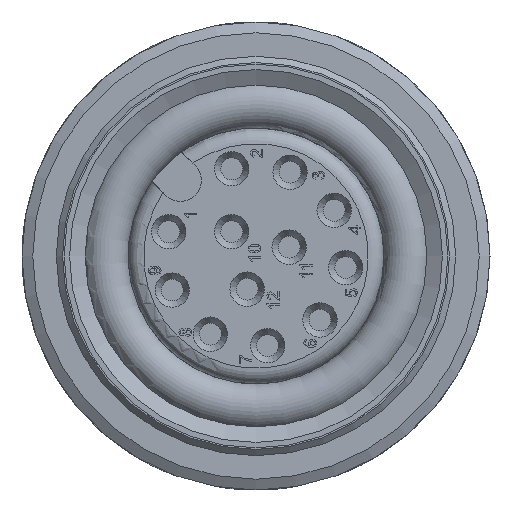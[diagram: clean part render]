
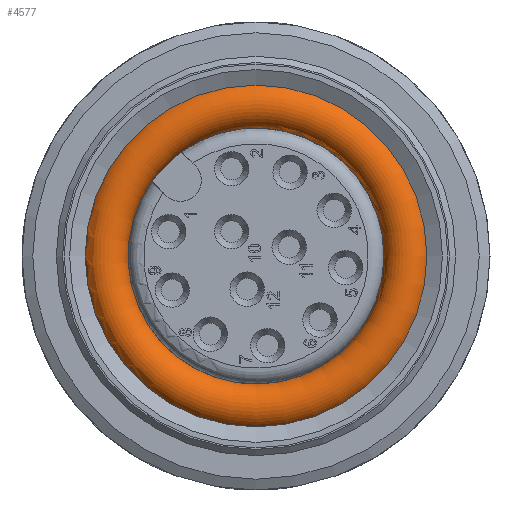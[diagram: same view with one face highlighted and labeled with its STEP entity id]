
A CAD part, left-side view. The second image highlights one B-rep face of the part: STEP entity #4577.
In plain terms, the highlighted toroidal (fillet/blend) face has major radius 4.845 mm and minor radius 0.75 mm.
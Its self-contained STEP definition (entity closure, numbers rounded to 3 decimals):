
#318=TOROIDAL_SURFACE('',#14498,4.845,0.75);
#792=B_SPLINE_CURVE_WITH_KNOTS('',3,(#20459,#20460,#20461,#20462,#20463,
#20464),.UNSPECIFIED.,.F.,.F.,(4,2,4),(0.,0.444,1.),
 .UNSPECIFIED.);
#794=B_SPLINE_CURVE_WITH_KNOTS('',3,(#20490,#20491,#20492,#20493,#20494,
#20495),.UNSPECIFIED.,.F.,.F.,(4,2,4),(0.,0.41,1.),
 .UNSPECIFIED.);
#4577=ADVANCED_FACE('',(#5430,#5431,#5432),#318,.T.);
#5430=FACE_BOUND('',#5902,.T.);
#5431=FACE_BOUND('',#5903,.T.);
#5432=FACE_BOUND('',#5904,.T.);
#5902=EDGE_LOOP('',(#7585,#7586,#7587,#7588));
#5903=EDGE_LOOP('',(#7589));
#5904=EDGE_LOOP('',(#7590));
#7585=ORIENTED_EDGE('',*,*,#12442,.F.);
#7586=ORIENTED_EDGE('',*,*,#12440,.T.);
#7587=ORIENTED_EDGE('',*,*,#12437,.F.);
#7588=ORIENTED_EDGE('',*,*,#12434,.T.);
#7589=ORIENTED_EDGE('',*,*,#12429,.F.);
#7590=ORIENTED_EDGE('',*,*,#12443,.T.);
#10955=VERTEX_POINT('',#20434);
#10957=VERTEX_POINT('',#20438);
#10959=VERTEX_POINT('',#20458);
#10960=VERTEX_POINT('',#20467);
#10963=VERTEX_POINT('',#20496);
#10964=VERTEX_POINT('',#20502);
#12429=EDGE_CURVE('',#10955,#10955,#14091,.T.);
#12434=EDGE_CURVE('',#10957,#10959,#792,.T.);
#12437=EDGE_CURVE('',#10957,#10960,#14093,.T.);
#12440=EDGE_CURVE('',#10963,#10960,#794,.T.);
#12442=EDGE_CURVE('',#10963,#10959,#14094,.T.);
#12443=EDGE_CURVE('',#10964,#10964,#14095,.T.);
#14091=CIRCLE('',#14488,4.723);
#14093=CIRCLE('',#14492,4.1);
#14094=CIRCLE('',#14495,4.1);
#14095=CIRCLE('',#14497,5.475);
#14488=AXIS2_PLACEMENT_3D('',#20433,#15594,#15595);
#14492=AXIS2_PLACEMENT_3D('',#20470,#15606,#15607);
#14495=AXIS2_PLACEMENT_3D('',#20499,#15614,#15615);
#14497=AXIS2_PLACEMENT_3D('',#20501,#15618,#15619);
#14498=AXIS2_PLACEMENT_3D('',#20503,#15620,#15621);
#15594=DIRECTION('',(-1.,0.,0.));
#15595=DIRECTION('',(0.,0.,-1.));
#15606=DIRECTION('',(-1.,0.,0.));
#15607=DIRECTION('',(0.,0.,-1.));
#15614=DIRECTION('',(1.,0.,0.));
#15615=DIRECTION('',(0.,0.,1.));
#15618=DIRECTION('',(-1.,0.,0.));
#15619=DIRECTION('',(0.,0.,-1.));
#15620=DIRECTION('',(1.,0.,0.));
#15621=DIRECTION('',(0.,0.,-1.));
#20433=CARTESIAN_POINT('',(38.951,0.,0.));
#20434=CARTESIAN_POINT('',(38.951,0.,-4.723));
#20438=CARTESIAN_POINT('',(38.125,3.337,2.382));
#20458=CARTESIAN_POINT('',(38.297,3.337,2.382));
#20459=CARTESIAN_POINT('',(38.125,3.337,2.382));
#20460=CARTESIAN_POINT('',(38.15,3.335,2.38));
#20461=CARTESIAN_POINT('',(38.176,3.334,2.379));
#20462=CARTESIAN_POINT('',(38.233,3.333,2.378));
#20463=CARTESIAN_POINT('',(38.266,3.334,2.38));
#20464=CARTESIAN_POINT('',(38.297,3.337,2.382));
#20467=CARTESIAN_POINT('',(38.125,2.382,3.337));
#20470=CARTESIAN_POINT('',(38.125,0.,0.));
#20490=CARTESIAN_POINT('',(38.297,2.382,3.337));
#20491=CARTESIAN_POINT('',(38.274,2.38,3.335));
#20492=CARTESIAN_POINT('',(38.25,2.379,3.334));
#20493=CARTESIAN_POINT('',(38.192,2.378,3.333));
#20494=CARTESIAN_POINT('',(38.158,2.379,3.334));
#20495=CARTESIAN_POINT('',(38.125,2.382,3.337));
#20496=CARTESIAN_POINT('',(38.297,2.382,3.337));
#20499=CARTESIAN_POINT('',(38.297,0.,0.));
#20501=CARTESIAN_POINT('',(37.804,0.,0.));
#20502=CARTESIAN_POINT('',(37.804,0.,-5.475));
#20503=CARTESIAN_POINT('',(38.211,0.,0.));
